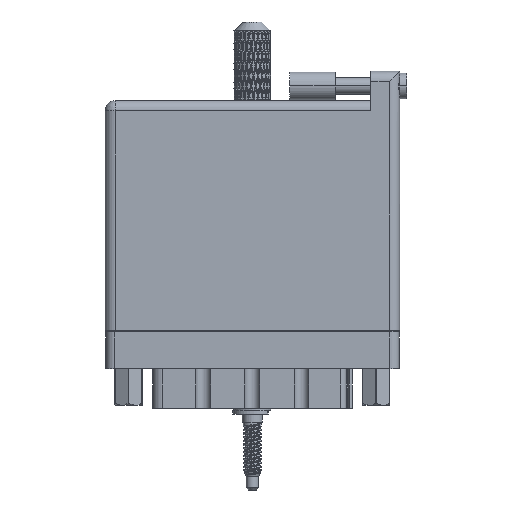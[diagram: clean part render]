
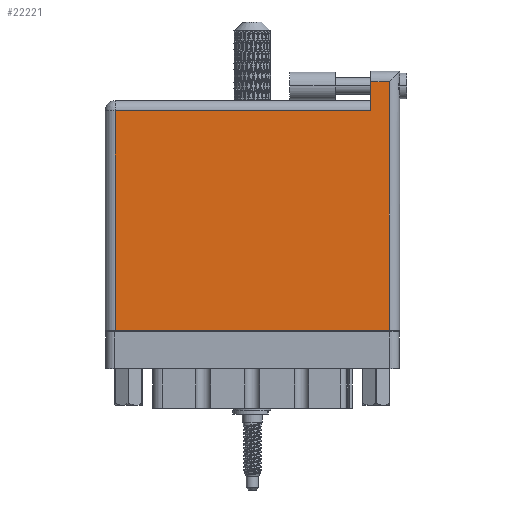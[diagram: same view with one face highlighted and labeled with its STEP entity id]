
A CAD part, front view. The second image highlights one B-rep face of the part: STEP entity #22221.
In plain terms, the highlighted face is planar.
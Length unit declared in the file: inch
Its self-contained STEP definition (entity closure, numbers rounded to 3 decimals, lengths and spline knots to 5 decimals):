
#47 = ORIENTED_EDGE ( 'NONE', *, *, #71497, .T. ) ;
#3678 = CARTESIAN_POINT ( 'NONE',  ( 1.938, 1.696, 0. ) ) ;
#5991 = LINE ( 'NONE', #97922, #102106 ) ;
#6605 = DIRECTION ( 'NONE',  ( -1., 0., 0. ) ) ;
#9170 = PLANE ( 'NONE',  #31087 ) ;
#10286 = ORIENTED_EDGE ( 'NONE', *, *, #115416, .T. ) ;
#11024 = VERTEX_POINT ( 'NONE', #11922 ) ;
#11197 = CARTESIAN_POINT ( 'NONE',  ( 0.07, 1.496, 0. ) ) ;
#11592 = VECTOR ( 'NONE', #95796, 39.37008 ) ;
#11922 = CARTESIAN_POINT ( 'NONE',  ( 1.811, 1.696, 0. ) ) ;
#13739 = ORIENTED_EDGE ( 'NONE', *, *, #110094, .T. ) ;
#14565 = CARTESIAN_POINT ( 'NONE',  ( 0., 1.496, 0. ) ) ;
#19574 = CARTESIAN_POINT ( 'NONE',  ( 0.07, 0., 0. ) ) ;
#20486 = DIRECTION ( 'NONE',  ( 0., 1., 0. ) ) ;
#22221 = ADVANCED_FACE ( 'NONE', ( #88208 ), #9170, .F. ) ;
#23458 = DIRECTION ( 'NONE',  ( -1., 0., 0. ) ) ;
#27804 = VECTOR ( 'NONE', #23458, 39.37008 ) ;
#29011 = CARTESIAN_POINT ( 'NONE',  ( 1.938, 1.766, 0. ) ) ;
#29659 = LINE ( 'NONE', #86866, #11592 ) ;
#30696 = EDGE_LOOP ( 'NONE', ( #55727, #47, #114131, #10286, #13739, #81878 ) ) ;
#31087 = AXIS2_PLACEMENT_3D ( 'NONE', #106905, #115415, #62516 ) ;
#36317 = CARTESIAN_POINT ( 'NONE',  ( 1.938, 0., 0. ) ) ;
#36984 = LINE ( 'NONE', #46256, #60707 ) ;
#37626 = VERTEX_POINT ( 'NONE', #19574 ) ;
#38156 = VECTOR ( 'NONE', #20486, 39.37008 ) ;
#42307 = VECTOR ( 'NONE', #6605, 39.37008 ) ;
#45332 = VERTEX_POINT ( 'NONE', #36317 ) ;
#46256 = CARTESIAN_POINT ( 'NONE',  ( 1.811, 1.766, 0. ) ) ;
#55727 = ORIENTED_EDGE ( 'NONE', *, *, #101130, .T. ) ;
#58126 = EDGE_CURVE ( 'NONE', #59139, #37626, #5991, .T. ) ;
#59139 = VERTEX_POINT ( 'NONE', #11197 ) ;
#60422 = LINE ( 'NONE', #85287, #42307 ) ;
#60707 = VECTOR ( 'NONE', #63066, 39.37008 ) ;
#62516 = DIRECTION ( 'NONE',  ( -1., 0., 0. ) ) ;
#63066 = DIRECTION ( 'NONE',  ( 0., -1., 0. ) ) ;
#70489 = VERTEX_POINT ( 'NONE', #90199 ) ;
#71497 = EDGE_CURVE ( 'NONE', #45332, #105907, #85539, .T. ) ;
#81878 = ORIENTED_EDGE ( 'NONE', *, *, #58126, .T. ) ;
#84215 = EDGE_CURVE ( 'NONE', #105907, #11024, #60422, .T. ) ;
#84893 = LINE ( 'NONE', #14565, #27804 ) ;
#85287 = CARTESIAN_POINT ( 'NONE',  ( 0., 1.696, 0. ) ) ;
#85539 = LINE ( 'NONE', #29011, #38156 ) ;
#86866 = CARTESIAN_POINT ( 'NONE',  ( 0., 0., 0. ) ) ;
#88208 = FACE_OUTER_BOUND ( 'NONE', #30696, .T. ) ;
#90070 = DIRECTION ( 'NONE',  ( 0., -1., 0. ) ) ;
#90199 = CARTESIAN_POINT ( 'NONE',  ( 1.811, 1.496, 0. ) ) ;
#95796 = DIRECTION ( 'NONE',  ( 1., 0., 0. ) ) ;
#97922 = CARTESIAN_POINT ( 'NONE',  ( 0.07, 0., 0. ) ) ;
#101130 = EDGE_CURVE ( 'NONE', #37626, #45332, #29659, .T. ) ;
#102106 = VECTOR ( 'NONE', #90070, 39.37008 ) ;
#105907 = VERTEX_POINT ( 'NONE', #3678 ) ;
#106905 = CARTESIAN_POINT ( 'NONE',  ( 0., 1.566, 0. ) ) ;
#110094 = EDGE_CURVE ( 'NONE', #70489, #59139, #84893, .T. ) ;
#114131 = ORIENTED_EDGE ( 'NONE', *, *, #84215, .T. ) ;
#115415 = DIRECTION ( 'NONE',  ( 0., 0., -1. ) ) ;
#115416 = EDGE_CURVE ( 'NONE', #11024, #70489, #36984, .T. ) ;
